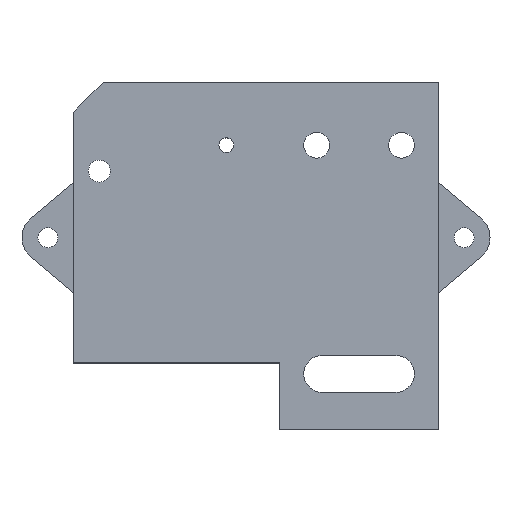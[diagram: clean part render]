
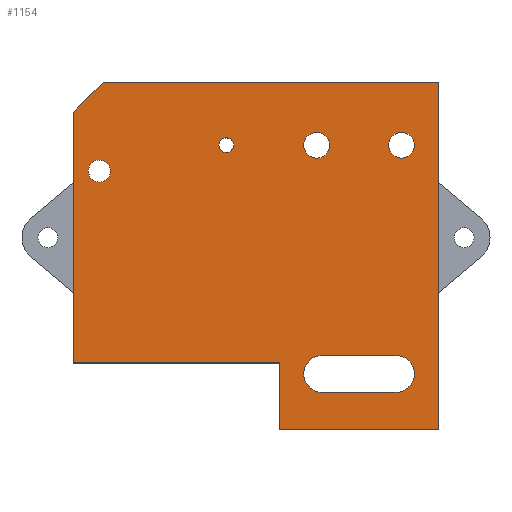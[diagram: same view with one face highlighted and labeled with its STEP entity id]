
A CAD part, top view. The second image highlights one B-rep face of the part: STEP entity #1154.
In plain terms, the highlighted planar face has unit normal (0, 0, 1).
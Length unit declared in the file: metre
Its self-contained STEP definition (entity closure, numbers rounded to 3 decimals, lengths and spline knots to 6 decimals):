
#26=CIRCLE('',#1232,0.0015);
#27=CIRCLE('',#1233,0.001);
#28=CIRCLE('',#1234,0.0025);
#29=CIRCLE('',#1235,0.0025);
#30=CIRCLE('',#1236,0.00175);
#31=CIRCLE('',#1237,0.00175);
#165=ORIENTED_EDGE('',*,*,#463,.F.);
#166=ORIENTED_EDGE('',*,*,#464,.F.);
#167=ORIENTED_EDGE('',*,*,#465,.T.);
#168=ORIENTED_EDGE('',*,*,#466,.T.);
#169=ORIENTED_EDGE('',*,*,#467,.T.);
#170=ORIENTED_EDGE('',*,*,#468,.F.);
#171=ORIENTED_EDGE('',*,*,#469,.F.);
#172=ORIENTED_EDGE('',*,*,#470,.F.);
#173=ORIENTED_EDGE('',*,*,#440,.F.);
#174=ORIENTED_EDGE('',*,*,#460,.F.);
#175=ORIENTED_EDGE('',*,*,#462,.F.);
#176=ORIENTED_EDGE('',*,*,#471,.T.);
#177=ORIENTED_EDGE('',*,*,#373,.T.);
#178=ORIENTED_EDGE('',*,*,#472,.T.);
#179=ORIENTED_EDGE('',*,*,#376,.F.);
#373=EDGE_CURVE('',#537,#536,#647,.T.);
#376=EDGE_CURVE('',#539,#540,#650,.T.);
#440=EDGE_CURVE('',#594,#539,#710,.T.);
#460=EDGE_CURVE('',#604,#594,#730,.T.);
#462=EDGE_CURVE('',#605,#604,#732,.T.);
#463=EDGE_CURVE('',#606,#606,#26,.T.);
#464=EDGE_CURVE('',#607,#607,#27,.T.);
#465=EDGE_CURVE('',#608,#609,#28,.T.);
#466=EDGE_CURVE('',#609,#610,#733,.T.);
#467=EDGE_CURVE('',#610,#611,#29,.T.);
#468=EDGE_CURVE('',#608,#611,#734,.T.);
#469=EDGE_CURVE('',#612,#612,#30,.T.);
#470=EDGE_CURVE('',#613,#613,#31,.T.);
#471=EDGE_CURVE('',#605,#537,#735,.T.);
#472=EDGE_CURVE('',#536,#540,#736,.T.);
#536=VERTEX_POINT('',#1608);
#537=VERTEX_POINT('',#1610);
#539=VERTEX_POINT('',#1616);
#540=VERTEX_POINT('',#1617);
#594=VERTEX_POINT('',#1741);
#604=VERTEX_POINT('',#1777);
#605=VERTEX_POINT('',#1781);
#606=VERTEX_POINT('',#1785);
#607=VERTEX_POINT('',#1787);
#608=VERTEX_POINT('',#1789);
#609=VERTEX_POINT('',#1790);
#610=VERTEX_POINT('',#1792);
#611=VERTEX_POINT('',#1794);
#612=VERTEX_POINT('',#1797);
#613=VERTEX_POINT('',#1799);
#647=LINE('',#1609,#790);
#650=LINE('',#1615,#793);
#710=LINE('',#1742,#853);
#730=LINE('',#1778,#873);
#732=LINE('',#1782,#875);
#733=LINE('',#1791,#876);
#734=LINE('',#1795,#877);
#735=LINE('',#1800,#878);
#736=LINE('',#1801,#879);
#790=VECTOR('',#1300,1.);
#793=VECTOR('',#1305,1.);
#853=VECTOR('',#1387,1.);
#873=VECTOR('',#1419,1.);
#875=VECTOR('',#1423,1.);
#876=VECTOR('',#1432,1.);
#877=VECTOR('',#1435,1.);
#878=VECTOR('',#1440,1.);
#879=VECTOR('',#1441,1.);
#946=EDGE_LOOP('',(#165));
#947=EDGE_LOOP('',(#166));
#948=EDGE_LOOP('',(#167,#168,#169,#170));
#949=EDGE_LOOP('',(#171));
#950=EDGE_LOOP('',(#172));
#951=EDGE_LOOP('',(#173,#174,#175,#176,#177,#178,#179));
#1026=FACE_BOUND('',#946,.T.);
#1027=FACE_BOUND('',#947,.T.);
#1028=FACE_BOUND('',#948,.T.);
#1029=FACE_BOUND('',#949,.T.);
#1030=FACE_BOUND('',#950,.T.);
#1031=FACE_BOUND('',#951,.T.);
#1104=PLANE('',#1231);
#1154=ADVANCED_FACE('',(#1026,#1027,#1028,#1029,#1030,#1031),#1104,.T.);
#1231=AXIS2_PLACEMENT_3D('',#1783,#1424,#1425);
#1232=AXIS2_PLACEMENT_3D('',#1784,#1426,#1427);
#1233=AXIS2_PLACEMENT_3D('',#1786,#1428,#1429);
#1234=AXIS2_PLACEMENT_3D('',#1788,#1430,#1431);
#1235=AXIS2_PLACEMENT_3D('',#1793,#1433,#1434);
#1236=AXIS2_PLACEMENT_3D('',#1796,#1436,#1437);
#1237=AXIS2_PLACEMENT_3D('',#1798,#1438,#1439);
#1300=DIRECTION('',(0.,-1.,0.));
#1305=DIRECTION('',(0.,1.,0.));
#1387=DIRECTION('',(-1.,0.,0.));
#1419=DIRECTION('',(0.,-1.,0.));
#1423=DIRECTION('',(1.,0.,0.));
#1424=DIRECTION('',(0.,0.,1.));
#1425=DIRECTION('',(-1.,0.,0.));
#1426=DIRECTION('',(0.,0.,1.));
#1427=DIRECTION('',(1.,0.,0.));
#1428=DIRECTION('',(0.,0.,1.));
#1429=DIRECTION('',(1.,0.,0.));
#1430=DIRECTION('',(0.,0.,-1.));
#1431=DIRECTION('',(1.,0.,0.));
#1432=DIRECTION('',(1.,0.,0.));
#1433=DIRECTION('',(0.,0.,-1.));
#1434=DIRECTION('',(1.,0.,0.));
#1435=DIRECTION('',(1.,0.,0.));
#1436=DIRECTION('',(0.,0.,1.));
#1437=DIRECTION('',(1.,0.,0.));
#1438=DIRECTION('',(0.,0.,1.));
#1439=DIRECTION('',(1.,0.,0.));
#1440=DIRECTION('',(-0.707,-0.707,0.));
#1441=DIRECTION('',(1.,0.,0.));
#1608=CARTESIAN_POINT('',(-0.0387,-0.0145,0.019));
#1609=CARTESIAN_POINT('',(-0.0387,0.0025,0.019));
#1610=CARTESIAN_POINT('',(-0.0387,0.0195,0.019));
#1615=CARTESIAN_POINT('',(-0.01075,0.,0.019));
#1616=CARTESIAN_POINT('',(-0.01075,-0.0235,0.019));
#1617=CARTESIAN_POINT('',(-0.01075,-0.0145,0.019));
#1741=CARTESIAN_POINT('',(0.01075,-0.0235,0.019));
#1742=CARTESIAN_POINT('',(0.,-0.0235,0.019));
#1777=CARTESIAN_POINT('',(0.01075,0.0235,0.019));
#1778=CARTESIAN_POINT('',(0.01075,0.,0.019));
#1781=CARTESIAN_POINT('',(-0.0347,0.0235,0.019));
#1782=CARTESIAN_POINT('',(0.,0.0235,0.019));
#1783=CARTESIAN_POINT('',(0.,0.,0.019));
#1784=CARTESIAN_POINT('',(-0.0352,0.0115,0.019));
#1785=CARTESIAN_POINT('',(-0.0337,0.0115,0.019));
#1786=CARTESIAN_POINT('',(-0.018,0.015,0.019));
#1787=CARTESIAN_POINT('',(-0.017,0.015,0.019));
#1788=CARTESIAN_POINT('',(-0.005,-0.016,0.019));
#1789=CARTESIAN_POINT('',(-0.005,-0.0185,0.019));
#1790=CARTESIAN_POINT('',(-0.005,-0.0135,0.019));
#1791=CARTESIAN_POINT('',(0.,-0.0135,0.019));
#1792=CARTESIAN_POINT('',(0.005,-0.0135,0.019));
#1793=CARTESIAN_POINT('',(0.005,-0.016,0.019));
#1794=CARTESIAN_POINT('',(0.005,-0.0185,0.019));
#1795=CARTESIAN_POINT('',(0.,-0.0185,0.019));
#1796=CARTESIAN_POINT('',(-0.00575,0.015,0.019));
#1797=CARTESIAN_POINT('',(-0.004,0.015,0.019));
#1798=CARTESIAN_POINT('',(0.00575,0.015,0.019));
#1799=CARTESIAN_POINT('',(0.0075,0.015,0.019));
#1800=CARTESIAN_POINT('',(-0.0367,0.0215,0.019));
#1801=CARTESIAN_POINT('',(-0.024725,-0.0145,0.019));
